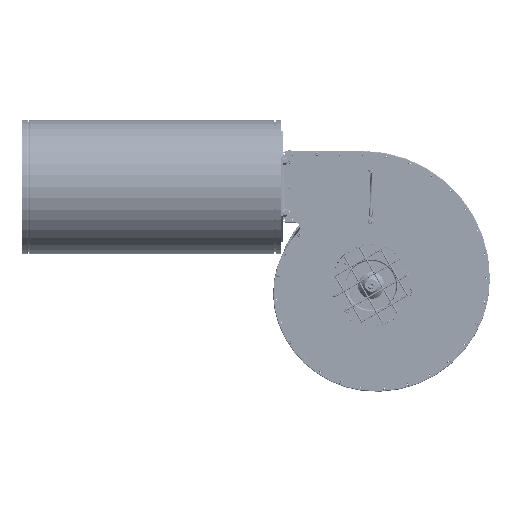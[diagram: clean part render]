
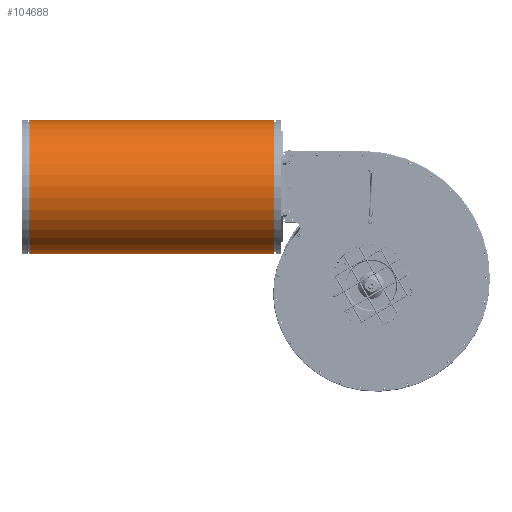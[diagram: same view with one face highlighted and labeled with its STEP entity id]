
A CAD part, top view. The second image highlights one B-rep face of the part: STEP entity #104688.
In plain terms, the highlighted cylindrical face has radius 128.75 mm (diameter 257.5 mm), a full revolution.
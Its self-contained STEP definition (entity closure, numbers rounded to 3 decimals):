
#9893=LINE('',#154815,#17732);
#17732=VECTOR('',#125692,128.75);
#25043=CYLINDRICAL_SURFACE('',#112550,128.75);
#27036=FACE_OUTER_BOUND('',#33544,.T.);
#33544=EDGE_LOOP('',(#72803,#72804,#72805,#72806,#72807,#72808));
#40603=CIRCLE('',#112547,128.75);
#40605=CIRCLE('',#112549,128.75);
#40606=CIRCLE('',#112551,128.75);
#40607=CIRCLE('',#112552,128.75);
#44740=VERTEX_POINT('',#154805);
#44741=VERTEX_POINT('',#154806);
#44742=VERTEX_POINT('',#154811);
#44743=VERTEX_POINT('',#154812);
#55424=EDGE_CURVE('',#44740,#44741,#40603,.T.);
#55426=EDGE_CURVE('',#44741,#44740,#40605,.T.);
#55427=EDGE_CURVE('',#44742,#44743,#40606,.T.);
#55428=EDGE_CURVE('',#44743,#44742,#40607,.T.);
#55429=EDGE_CURVE('',#44743,#44741,#9893,.T.);
#72803=ORIENTED_EDGE('',*,*,#55427,.F.);
#72804=ORIENTED_EDGE('',*,*,#55428,.F.);
#72805=ORIENTED_EDGE('',*,*,#55429,.T.);
#72806=ORIENTED_EDGE('',*,*,#55426,.T.);
#72807=ORIENTED_EDGE('',*,*,#55424,.T.);
#72808=ORIENTED_EDGE('',*,*,#55429,.F.);
#104688=ADVANCED_FACE('',(#27036),#25043,.T.);
#112547=AXIS2_PLACEMENT_3D('',#154807,#125680,#125681);
#112549=AXIS2_PLACEMENT_3D('',#154809,#125684,#125685);
#112550=AXIS2_PLACEMENT_3D('',#154810,#125686,#125687);
#112551=AXIS2_PLACEMENT_3D('',#154813,#125688,#125689);
#112552=AXIS2_PLACEMENT_3D('',#154814,#125690,#125691);
#125680=DIRECTION('center_axis',(1.,0.,0.));
#125681=DIRECTION('ref_axis',(0.,0.,
-1.));
#125684=DIRECTION('center_axis',(1.,0.,0.));
#125685=DIRECTION('ref_axis',(0.,0.,
-1.));
#125686=DIRECTION('center_axis',(1.,0.,0.));
#125687=DIRECTION('ref_axis',(0.,0.,
-1.));
#125688=DIRECTION('center_axis',(1.,0.,0.));
#125689=DIRECTION('ref_axis',(0.,0.,
-1.));
#125690=DIRECTION('center_axis',(1.,0.,0.));
#125691=DIRECTION('ref_axis',(0.,0.,
-1.));
#125692=DIRECTION('',(-1.,0.,0.));
#154805=CARTESIAN_POINT('',(-659.65,61.45,70.5));
#154806=CARTESIAN_POINT('',(-659.65,190.2,199.25));
#154807=CARTESIAN_POINT('Origin',(-659.65,190.2,70.5));
#154809=CARTESIAN_POINT('Origin',(-659.65,190.2,70.5));
#154810=CARTESIAN_POINT('Origin',(-423.9,190.2,70.5));
#154811=CARTESIAN_POINT('',(-188.15,61.45,70.5));
#154812=CARTESIAN_POINT('',(-188.15,190.2,199.25));
#154813=CARTESIAN_POINT('Origin',(-188.15,190.2,70.5));
#154814=CARTESIAN_POINT('Origin',(-188.15,190.2,70.5));
#154815=CARTESIAN_POINT('',(-423.9,190.2,199.25));
